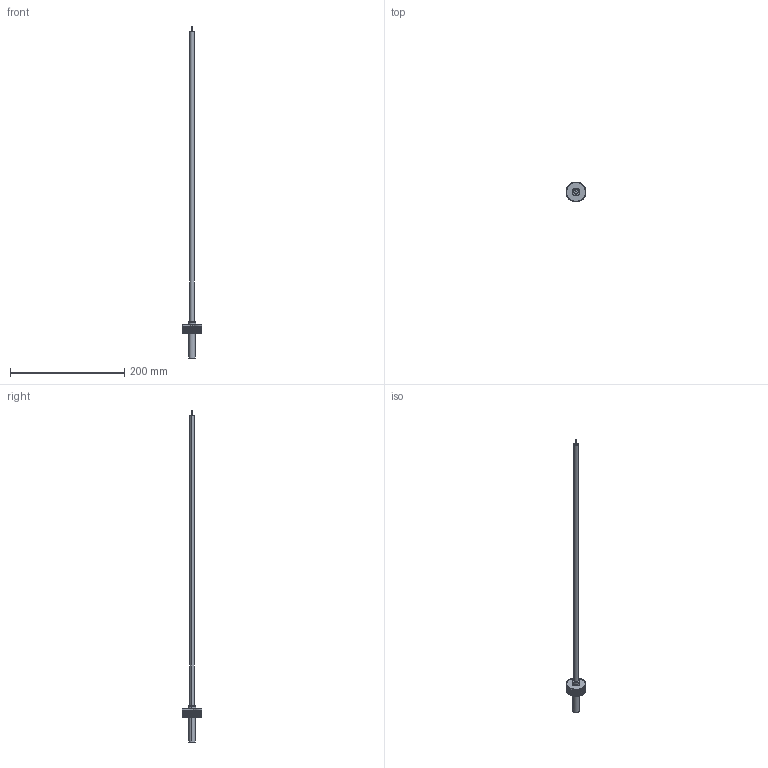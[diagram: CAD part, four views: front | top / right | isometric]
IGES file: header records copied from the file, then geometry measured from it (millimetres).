
Start section: SolidWorks IGES file using analytic representation for surfaces
Global section: file name: 21112-01-A.IGS; native system: SolidWorks 2011; preprocessor: SolidWorks 2011; author: Obadiah Bucchieri; date: 120117.082547; units: inch
Bounding box: 35.05 x 35.04 x 582.42 mm (x, y, z)
Surface area: 20922.6 mm2 (no closed solid volume)
Topology: 0 solids, 0 shells, 347 faces, 2398 edges, 2398 vertices
Faces by surface type: bspline 200, revolution 147
